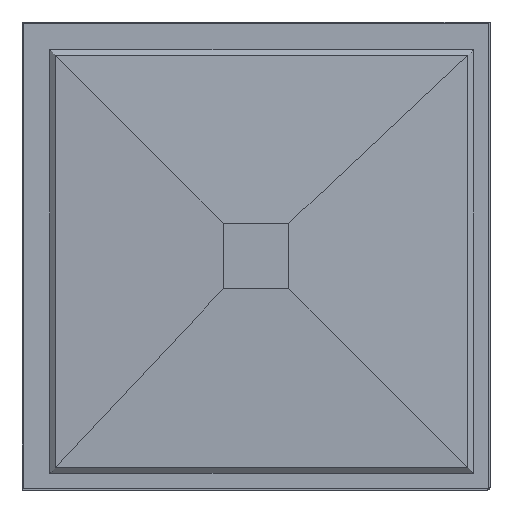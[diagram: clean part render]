
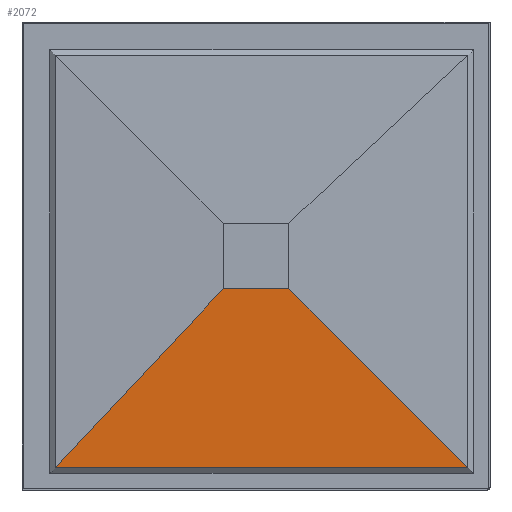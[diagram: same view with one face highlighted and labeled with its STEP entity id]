
A CAD part, front view. The second image highlights one B-rep face of the part: STEP entity #2072.
In plain terms, the highlighted planar face has unit normal (0, -0.999, -0.039).
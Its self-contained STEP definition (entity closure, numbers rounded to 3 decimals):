
#217 = PLANE ( 'NONE',  #597 ) ;
#363 = CARTESIAN_POINT ( 'NONE',  ( 457., -8., -457. ) ) ;
#414 = DIRECTION ( 'NONE',  ( -0.707, -0.027, 0.707 ) ) ;
#436 = CARTESIAN_POINT ( 'NONE',  ( -433., -8., -457. ) ) ;
#559 = LINE ( 'NONE', #910, #3898 ) ;
#597 = AXIS2_PLACEMENT_3D ( 'NONE', #436, #3749, #2925 ) ;
#672 = CARTESIAN_POINT ( 'NONE',  ( -71., -23., -71. ) ) ;
#701 = EDGE_CURVE ( 'NONE', #2734, #2659, #776, .T. ) ;
#720 = CARTESIAN_POINT ( 'NONE',  ( -433., -8., -457. ) ) ;
#776 = LINE ( 'NONE', #1976, #2377 ) ;
#798 = DIRECTION ( 'NONE',  ( 1., 0., 0. ) ) ;
#910 = CARTESIAN_POINT ( 'NONE',  ( -252., -15.5, -264. ) ) ;
#1156 = DIRECTION ( 'NONE',  ( 0.684, -0.028, 0.729 ) ) ;
#1237 = EDGE_LOOP ( 'NONE', ( #3149, #3791, #3501, #2223 ) ) ;
#1732 = EDGE_CURVE ( 'NONE', #2734, #3079, #559, .T. ) ;
#1914 = LINE ( 'NONE', #3128, #3504 ) ;
#1976 = CARTESIAN_POINT ( 'NONE',  ( 12., -8., -457. ) ) ;
#1977 = EDGE_CURVE ( 'NONE', #3079, #2881, #2811, .T. ) ;
#2072 = ADVANCED_FACE ( 'NONE', ( #2298 ), #217, .T. ) ;
#2223 = ORIENTED_EDGE ( 'NONE', *, *, #1732, .F. ) ;
#2298 = FACE_OUTER_BOUND ( 'NONE', #1237, .T. ) ;
#2377 = VECTOR ( 'NONE', #3806, 1000. ) ;
#2484 = VECTOR ( 'NONE', #798, 1000. ) ;
#2659 = VERTEX_POINT ( 'NONE', #363 ) ;
#2734 = VERTEX_POINT ( 'NONE', #720 ) ;
#2740 = EDGE_CURVE ( 'NONE', #2659, #2881, #1914, .T. ) ;
#2811 = LINE ( 'NONE', #3462, #2484 ) ;
#2881 = VERTEX_POINT ( 'NONE', #3481 ) ;
#2925 = DIRECTION ( 'NONE',  ( 1., 0., 0. ) ) ;
#3079 = VERTEX_POINT ( 'NONE', #672 ) ;
#3128 = CARTESIAN_POINT ( 'NONE',  ( 264., -15.5, -264. ) ) ;
#3149 = ORIENTED_EDGE ( 'NONE', *, *, #701, .T. ) ;
#3462 = CARTESIAN_POINT ( 'NONE',  ( 0., -23., -71. ) ) ;
#3481 = CARTESIAN_POINT ( 'NONE',  ( 71., -23., -71. ) ) ;
#3501 = ORIENTED_EDGE ( 'NONE', *, *, #1977, .F. ) ;
#3504 = VECTOR ( 'NONE', #414, 1000. ) ;
#3749 = DIRECTION ( 'NONE',  ( 0., -0.999, -0.039 ) ) ;
#3791 = ORIENTED_EDGE ( 'NONE', *, *, #2740, .T. ) ;
#3806 = DIRECTION ( 'NONE',  ( 1., 0., 0. ) ) ;
#3898 = VECTOR ( 'NONE', #1156, 1000. ) ;
